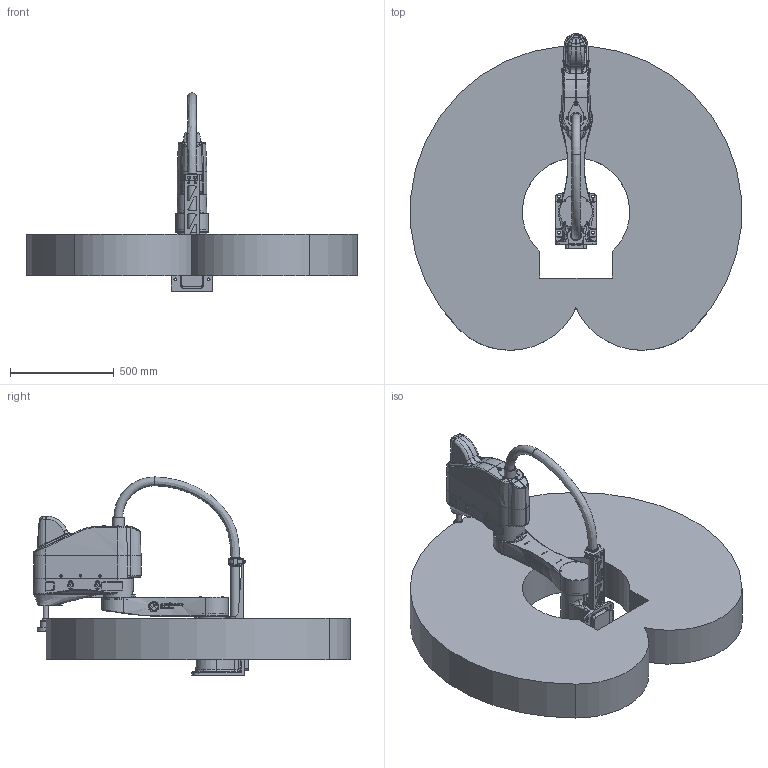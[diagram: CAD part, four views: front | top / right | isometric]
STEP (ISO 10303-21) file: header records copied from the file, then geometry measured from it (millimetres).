
FILE_DESCRIPTION(/* description */ ('Norm.iam Teamplte'),/* implementation_level */ '2;1');
FILE_NAME(/* name */ '3D-model_AT_00024.stp',/* time_stamp */ '2025-07-10T08:08:58+02:00',/* author */ ('tim.ketterer'),/* organization */ (''),/* preprocessor_version */ 'ST-DEVELOPER v19.2',/* originating_system */ 'Autodesk Inventor 2023',/* authorisation */ '');
FILE_SCHEMA (('AUTOMOTIVE_DESIGN { 1 0 10303 214 3 1 1 }'));
Products named in the file (7): AT_00024_DUMMY sCara4-800-6kg; MT_WST00114855 Dummy Grundgestell; MT_WST00110993 Dummy Schwinge; MT_WST00118939; MT_WST00109391 Dummy Werkzeugträger; MT_WST00111608 Kabelbaum; MT_WST00110980 Arbeitsbereich
Assembly tree (6 placements, depth 2):
  AT_00024_DUMMY sCara4-800-6kg
    MT_WST00114855 Dummy Grundgestell
    MT_WST00110993 Dummy Schwinge
    MT_WST00118939
    MT_WST00109391 Dummy Werkzeugträger
    MT_WST00111608 Kabelbaum
    MT_WST00110980 Arbeitsbereich
Bounding box: 1593.91 x 1525.65 x 955 mm (x, y, z)
Volume: 363479613.7 mm3; surface area: 6539160.5 mm2
Topology: 6 solids, 8 shells, 2270 faces, 5624 edges, 3528 vertices
Faces by surface type: plane 812, bspline 634, cylinder 547, cone 201, torus 57, sphere 19
Full cylindrical faces by diameter (mm): 3.242 x56, 3.8 x2, 4 x2, 4.134 x12, 4.917 x17, 5.8 x1, 6 x3, 6.6 x2, 7.6 x8, 8 x2, 8.5 x16, 9 x2, 10 x6, 11.6 x11, 13.5 x8, 14 x1, 16 x1, 17 x1, 17.5 x1, 18 x1, 20 x1, 25 x2, 33 x1, 35 x4, 39 x1, 40 x1, 42.8 x2, 43 x4, 45 x2, 47.5 x3
Entity records: 93693 total; most frequent: CARTESIAN_POINT 41083, ORIENTED_EDGE 11064, DIRECTION 9236, EDGE_CURVE 5532, VERTEX_POINT 3528, AXIS2_PLACEMENT_3D 3400, EDGE_LOOP 2592, LINE 2436
